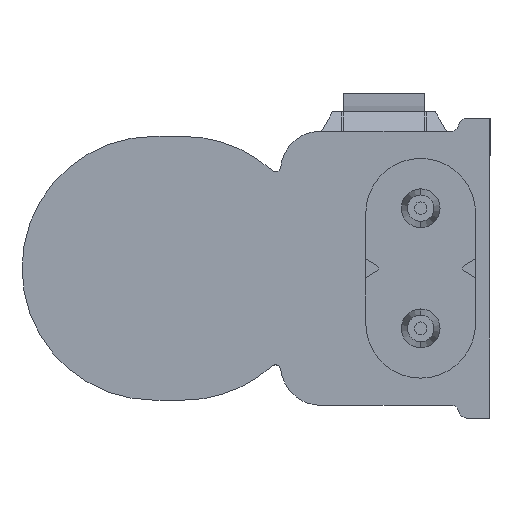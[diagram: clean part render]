
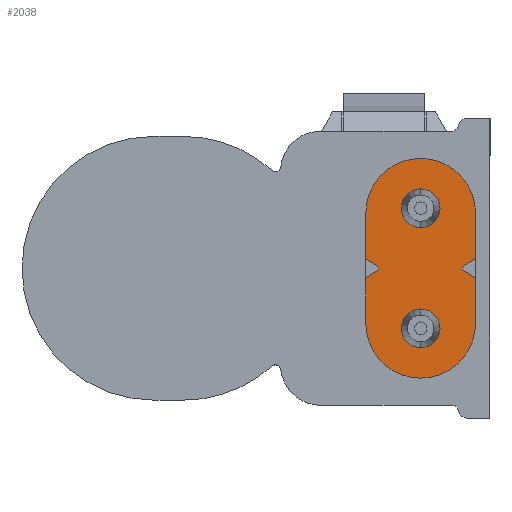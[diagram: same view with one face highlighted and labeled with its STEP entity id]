
A CAD part, left-side view. The second image highlights one B-rep face of the part: STEP entity #2038.
In plain terms, the highlighted planar face has unit normal (-1, 0, 0).
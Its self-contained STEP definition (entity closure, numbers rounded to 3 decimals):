
#20 = VERTEX_POINT ( 'NONE', #1054 ) ;
#88 = CARTESIAN_POINT ( 'NONE',  ( -422., 1.013, 0.75 ) ) ;
#104 = CARTESIAN_POINT ( 'NONE',  ( -422., 5.263, 4.648 ) ) ;
#108 = ORIENTED_EDGE ( 'NONE', *, *, #2061, .F. ) ;
#135 = VECTOR ( 'NONE', #2198, 1000. ) ;
#199 = CARTESIAN_POINT ( 'NONE',  ( -422., 9.513, -0.75 ) ) ;
#200 = ORIENTED_EDGE ( 'NONE', *, *, #1961, .T. ) ;
#209 = CARTESIAN_POINT ( 'NONE',  ( -422., 5.263, 4.25 ) ) ;
#216 = LINE ( 'NONE', #2965, #1881 ) ;
#232 = LINE ( 'NONE', #199, #135 ) ;
#245 = LINE ( 'NONE', #1103, #3639 ) ;
#283 = DIRECTION ( 'NONE',  ( 0., 0., -1. ) ) ;
#316 = EDGE_CURVE ( 'NONE', #1553, #1774, #390, .T. ) ;
#327 = DIRECTION ( 'NONE',  ( 1., 0., 0. ) ) ;
#390 = CIRCLE ( 'NONE', #502, 1.5 ) ;
#403 = VERTEX_POINT ( 'NONE', #1048 ) ;
#422 = DIRECTION ( 'NONE',  ( 0., 0., 1. ) ) ;
#454 = VECTOR ( 'NONE', #982, 1000. ) ;
#463 = CARTESIAN_POINT ( 'NONE',  ( -422., 8.584, 0.17 ) ) ;
#464 = VERTEX_POINT ( 'NONE', #2152 ) ;
#487 = CIRCLE ( 'NONE', #1199, 4.25 ) ;
#502 = AXIS2_PLACEMENT_3D ( 'NONE', #3535, #1580, #3851 ) ;
#528 = CARTESIAN_POINT ( 'NONE',  ( -422., 1.942, 0.17 ) ) ;
#535 = DIRECTION ( 'NONE',  ( 0., 0., -1. ) ) ;
#582 = CARTESIAN_POINT ( 'NONE',  ( -422., 5.263, 4.25 ) ) ;
#594 = AXIS2_PLACEMENT_3D ( 'NONE', #582, #1249, #3556 ) ;
#638 = CARTESIAN_POINT ( 'NONE',  ( -422., 9.513, 0.75 ) ) ;
#651 = ORIENTED_EDGE ( 'NONE', *, *, #2585, .F. ) ;
#667 = ORIENTED_EDGE ( 'NONE', *, *, #1672, .F. ) ;
#691 = VECTOR ( 'NONE', #3373, 1000. ) ;
#699 = AXIS2_PLACEMENT_3D ( 'NONE', #104, #2395, #422 ) ;
#704 = CARTESIAN_POINT ( 'NONE',  ( -422., 5.263, -4.648 ) ) ;
#721 = VERTEX_POINT ( 'NONE', #3713 ) ;
#769 = FACE_BOUND ( 'NONE', #1607, .T. ) ;
#913 = VECTOR ( 'NONE', #1568, 1000. ) ;
#923 = DIRECTION ( 'NONE',  ( 1., 0., 0. ) ) ;
#934 = CARTESIAN_POINT ( 'NONE',  ( -422., 1.013, -4.25 ) ) ;
#969 = VERTEX_POINT ( 'NONE', #4006 ) ;
#982 = DIRECTION ( 'NONE',  ( 0., -0.848, -0.53 ) ) ;
#1040 = AXIS2_PLACEMENT_3D ( 'NONE', #4210, #2253, #283 ) ;
#1043 = DIRECTION ( 'NONE',  ( 0., 0., 1. ) ) ;
#1048 = CARTESIAN_POINT ( 'NONE',  ( -422., 5.263, -6.148 ) ) ;
#1054 = CARTESIAN_POINT ( 'NONE',  ( -422., 5.263, 8.5 ) ) ;
#1103 = CARTESIAN_POINT ( 'NONE',  ( -422., 1.013, 4.25 ) ) ;
#1115 = EDGE_LOOP ( 'NONE', ( #3162, #2299 ) ) ;
#1117 = EDGE_CURVE ( 'NONE', #1774, #1553, #3449, .T. ) ;
#1158 = VERTEX_POINT ( 'NONE', #88 ) ;
#1175 = ORIENTED_EDGE ( 'NONE', *, *, #3410, .T. ) ;
#1199 = AXIS2_PLACEMENT_3D ( 'NONE', #2298, #327, #2640 ) ;
#1223 = CARTESIAN_POINT ( 'NONE',  ( -422., 9.513, 4.25 ) ) ;
#1232 = CARTESIAN_POINT ( 'NONE',  ( -422., 5.263, -4.648 ) ) ;
#1249 = DIRECTION ( 'NONE',  ( -1., 0., 0. ) ) ;
#1269 = DIRECTION ( 'NONE',  ( 1., 0., 0. ) ) ;
#1335 = EDGE_LOOP ( 'NONE', ( #2667, #1175, #1534, #651, #108, #4064, #2431, #4238, #1468, #200, #667, #2268, #4036 ) ) ;
#1340 = CARTESIAN_POINT ( 'NONE',  ( -422., 5.263, 6.148 ) ) ;
#1353 = EDGE_CURVE ( 'NONE', #2330, #403, #2447, .T. ) ;
#1406 = CARTESIAN_POINT ( 'NONE',  ( -422., 1.013, 4.25 ) ) ;
#1420 = EDGE_CURVE ( 'NONE', #2741, #1793, #3970, .T. ) ;
#1442 = LINE ( 'NONE', #638, #454 ) ;
#1468 = ORIENTED_EDGE ( 'NONE', *, *, #2037, .T. ) ;
#1476 = LINE ( 'NONE', #3159, #2243 ) ;
#1505 = EDGE_CURVE ( 'NONE', #1793, #721, #487, .T. ) ;
#1514 = AXIS2_PLACEMENT_3D ( 'NONE', #704, #2992, #1043 ) ;
#1534 = ORIENTED_EDGE ( 'NONE', *, *, #2875, .T. ) ;
#1553 = VERTEX_POINT ( 'NONE', #1340 ) ;
#1555 = CIRCLE ( 'NONE', #1040, 4.25 ) ;
#1568 = DIRECTION ( 'NONE',  ( 0., 0., 1. ) ) ;
#1578 = DIRECTION ( 'NONE',  ( 0., 0., 1. ) ) ;
#1580 = DIRECTION ( 'NONE',  ( -1., 0., 0. ) ) ;
#1591 = CARTESIAN_POINT ( 'NONE',  ( -422., 5.263, 3.148 ) ) ;
#1607 = EDGE_LOOP ( 'NONE', ( #3438, #3688 ) ) ;
#1669 = FACE_BOUND ( 'NONE', #1115, .T. ) ;
#1672 = EDGE_CURVE ( 'NONE', #721, #2517, #1476, .T. ) ;
#1697 = DIRECTION ( 'NONE',  ( 0., -0.848, 0.53 ) ) ;
#1769 = CIRCLE ( 'NONE', #4192, 0.2 ) ;
#1774 = VERTEX_POINT ( 'NONE', #1591 ) ;
#1793 = VERTEX_POINT ( 'NONE', #934 ) ;
#1881 = VECTOR ( 'NONE', #1697, 1000. ) ;
#1907 = VERTEX_POINT ( 'NONE', #4110 ) ;
#1961 = EDGE_CURVE ( 'NONE', #4218, #2517, #232, .T. ) ;
#1986 = LINE ( 'NONE', #2320, #2938 ) ;
#1987 = EDGE_CURVE ( 'NONE', #969, #1907, #2764, .T. ) ;
#2037 = EDGE_CURVE ( 'NONE', #2614, #4218, #1769, .T. ) ;
#2038 = ADVANCED_FACE ( 'NONE', ( #2521, #769, #1669 ), #2226, .T. ) ;
#2061 = EDGE_CURVE ( 'NONE', #20, #464, #1555, .T. ) ;
#2094 = DIRECTION ( 'NONE',  ( 0., 0., -1. ) ) ;
#2114 = EDGE_CURVE ( 'NONE', #969, #2614, #1442, .T. ) ;
#2152 = CARTESIAN_POINT ( 'NONE',  ( -422., 1.013, 4.25 ) ) ;
#2198 = DIRECTION ( 'NONE',  ( 0., 0.848, -0.53 ) ) ;
#2226 = PLANE ( 'NONE',  #594 ) ;
#2243 = VECTOR ( 'NONE', #4113, 1000. ) ;
#2253 = DIRECTION ( 'NONE',  ( 1., 0., 0. ) ) ;
#2268 = ORIENTED_EDGE ( 'NONE', *, *, #1505, .F. ) ;
#2298 = CARTESIAN_POINT ( 'NONE',  ( -422., 5.263, -4.25 ) ) ;
#2299 = ORIENTED_EDGE ( 'NONE', *, *, #3616, .F. ) ;
#2320 = CARTESIAN_POINT ( 'NONE',  ( -422., 1.013, -0.75 ) ) ;
#2330 = VERTEX_POINT ( 'NONE', #3561 ) ;
#2395 = DIRECTION ( 'NONE',  ( -1., 0., 0. ) ) ;
#2431 = ORIENTED_EDGE ( 'NONE', *, *, #1987, .F. ) ;
#2447 = CIRCLE ( 'NONE', #1514, 1.5 ) ;
#2502 = AXIS2_PLACEMENT_3D ( 'NONE', #209, #2514, #535 ) ;
#2514 = DIRECTION ( 'NONE',  ( 1., 0., 0. ) ) ;
#2517 = VERTEX_POINT ( 'NONE', #4013 ) ;
#2521 = FACE_OUTER_BOUND ( 'NONE', #1335, .T. ) ;
#2585 = EDGE_CURVE ( 'NONE', #464, #1158, #245, .T. ) ;
#2614 = VERTEX_POINT ( 'NONE', #463 ) ;
#2637 = CIRCLE ( 'NONE', #3678, 0.2 ) ;
#2640 = DIRECTION ( 'NONE',  ( 0., 0., -1. ) ) ;
#2660 = DIRECTION ( 'NONE',  ( 0., 0.848, 0.53 ) ) ;
#2667 = ORIENTED_EDGE ( 'NONE', *, *, #3909, .T. ) ;
#2741 = VERTEX_POINT ( 'NONE', #3485 ) ;
#2764 = LINE ( 'NONE', #1223, #913 ) ;
#2875 = EDGE_CURVE ( 'NONE', #3274, #1158, #216, .T. ) ;
#2884 = CARTESIAN_POINT ( 'NONE',  ( -422., 8.69, 0. ) ) ;
#2938 = VECTOR ( 'NONE', #2660, 1000. ) ;
#2965 = CARTESIAN_POINT ( 'NONE',  ( -422., 1.013, 0.75 ) ) ;
#2992 = DIRECTION ( 'NONE',  ( -1., 0., 0. ) ) ;
#3159 = CARTESIAN_POINT ( 'NONE',  ( -422., 9.513, 4.25 ) ) ;
#3162 = ORIENTED_EDGE ( 'NONE', *, *, #1353, .F. ) ;
#3210 = DIRECTION ( 'NONE',  ( 0., 0., -1. ) ) ;
#3229 = CARTESIAN_POINT ( 'NONE',  ( -422., 1.836, 0. ) ) ;
#3274 = VERTEX_POINT ( 'NONE', #528 ) ;
#3373 = DIRECTION ( 'NONE',  ( 0., 0., -1. ) ) ;
#3389 = AXIS2_PLACEMENT_3D ( 'NONE', #1232, #3532, #1578 ) ;
#3410 = EDGE_CURVE ( 'NONE', #3826, #3274, #2637, .T. ) ;
#3438 = ORIENTED_EDGE ( 'NONE', *, *, #1117, .F. ) ;
#3449 = CIRCLE ( 'NONE', #699, 1.5 ) ;
#3485 = CARTESIAN_POINT ( 'NONE',  ( -422., 1.013, -0.75 ) ) ;
#3532 = DIRECTION ( 'NONE',  ( -1., 0., 0. ) ) ;
#3535 = CARTESIAN_POINT ( 'NONE',  ( -422., 5.263, 4.648 ) ) ;
#3545 = EDGE_CURVE ( 'NONE', #1907, #20, #4173, .T. ) ;
#3556 = DIRECTION ( 'NONE',  ( 0., 0., -1. ) ) ;
#3561 = CARTESIAN_POINT ( 'NONE',  ( -422., 5.263, -3.148 ) ) ;
#3573 = DIRECTION ( 'NONE',  ( 0., 0., 1. ) ) ;
#3616 = EDGE_CURVE ( 'NONE', #403, #2330, #3960, .T. ) ;
#3639 = VECTOR ( 'NONE', #2094, 1000. ) ;
#3678 = AXIS2_PLACEMENT_3D ( 'NONE', #3229, #1269, #3573 ) ;
#3688 = ORIENTED_EDGE ( 'NONE', *, *, #316, .F. ) ;
#3713 = CARTESIAN_POINT ( 'NONE',  ( -422., 9.513, -4.25 ) ) ;
#3826 = VERTEX_POINT ( 'NONE', #3905 ) ;
#3851 = DIRECTION ( 'NONE',  ( 0., 0., 1. ) ) ;
#3905 = CARTESIAN_POINT ( 'NONE',  ( -422., 1.942, -0.17 ) ) ;
#3909 = EDGE_CURVE ( 'NONE', #2741, #3826, #1986, .T. ) ;
#3960 = CIRCLE ( 'NONE', #3389, 1.5 ) ;
#3970 = LINE ( 'NONE', #1406, #691 ) ;
#4006 = CARTESIAN_POINT ( 'NONE',  ( -422., 9.513, 0.75 ) ) ;
#4013 = CARTESIAN_POINT ( 'NONE',  ( -422., 9.513, -0.75 ) ) ;
#4036 = ORIENTED_EDGE ( 'NONE', *, *, #1420, .F. ) ;
#4064 = ORIENTED_EDGE ( 'NONE', *, *, #3545, .F. ) ;
#4110 = CARTESIAN_POINT ( 'NONE',  ( -422., 9.513, 4.25 ) ) ;
#4113 = DIRECTION ( 'NONE',  ( 0., 0., 1. ) ) ;
#4173 = CIRCLE ( 'NONE', #2502, 4.25 ) ;
#4192 = AXIS2_PLACEMENT_3D ( 'NONE', #2884, #923, #3210 ) ;
#4210 = CARTESIAN_POINT ( 'NONE',  ( -422., 5.263, 4.25 ) ) ;
#4218 = VERTEX_POINT ( 'NONE', #4232 ) ;
#4232 = CARTESIAN_POINT ( 'NONE',  ( -422., 8.584, -0.17 ) ) ;
#4238 = ORIENTED_EDGE ( 'NONE', *, *, #2114, .T. ) ;
